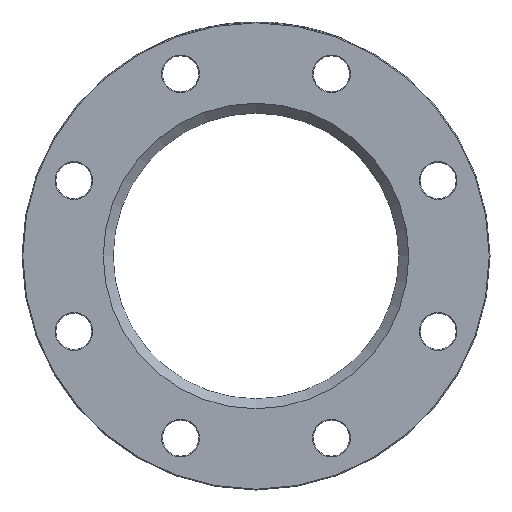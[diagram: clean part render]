
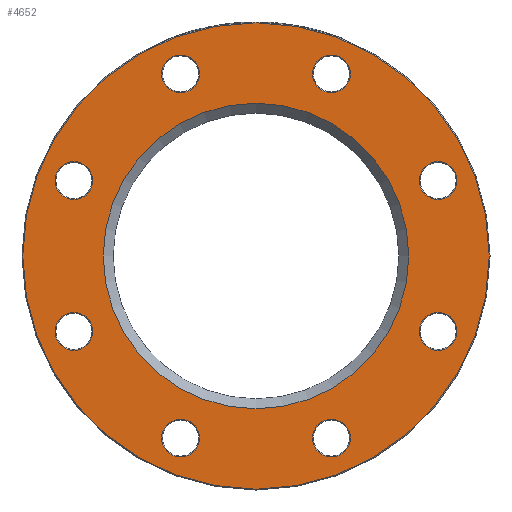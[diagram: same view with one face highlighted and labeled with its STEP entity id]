
A CAD part, left-side view. The second image highlights one B-rep face of the part: STEP entity #4652.
In plain terms, the highlighted planar face has unit normal (-1, 0, 0).
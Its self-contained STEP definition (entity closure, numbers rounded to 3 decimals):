
#17 = CARTESIAN_POINT ( 'NONE',  ( 0., -110.866, -45.922 ) ) ;
#36 = AXIS2_PLACEMENT_3D ( 'NONE', #403, #4467, #4899 ) ;
#68 = FACE_BOUND ( 'NONE', #1553, .T. ) ;
#71 = ORIENTED_EDGE ( 'NONE', *, *, #861, .T. ) ;
#75 = ORIENTED_EDGE ( 'NONE', *, *, #1770, .T. ) ;
#134 = AXIS2_PLACEMENT_3D ( 'NONE', #17, #1672, #5105 ) ;
#141 = DIRECTION ( 'NONE',  ( 0., 0., -1. ) ) ;
#168 = CARTESIAN_POINT ( 'NONE',  ( 0., -45.922, -122.366 ) ) ;
#222 = VERTEX_POINT ( 'NONE', #1435 ) ;
#331 = DIRECTION ( 'NONE',  ( 0., 0., -1. ) ) ;
#403 = CARTESIAN_POINT ( 'NONE',  ( 0., 110.866, -45.922 ) ) ;
#458 = AXIS2_PLACEMENT_3D ( 'NONE', #1746, #3424, #4325 ) ;
#488 = AXIS2_PLACEMENT_3D ( 'NONE', #2721, #2353, #3568 ) ;
#527 = DIRECTION ( 'NONE',  ( 1., 0., 0. ) ) ;
#554 = VERTEX_POINT ( 'NONE', #3117 ) ;
#591 = CARTESIAN_POINT ( 'NONE',  ( 0., -45.922, -110.866 ) ) ;
#825 = ORIENTED_EDGE ( 'NONE', *, *, #5372, .T. ) ;
#861 = EDGE_CURVE ( 'NONE', #5290, #5290, #2772, .T. ) ;
#970 = FACE_BOUND ( 'NONE', #1567, .T. ) ;
#998 = FACE_BOUND ( 'NONE', #2312, .T. ) ;
#1059 = ORIENTED_EDGE ( 'NONE', *, *, #4109, .T. ) ;
#1114 = EDGE_CURVE ( 'NONE', #3262, #3262, #4075, .T. ) ;
#1139 = EDGE_LOOP ( 'NONE', ( #5000 ) ) ;
#1201 = DIRECTION ( 'NONE',  ( 0., 0., -1. ) ) ;
#1271 = EDGE_LOOP ( 'NONE', ( #2164 ) ) ;
#1370 = AXIS2_PLACEMENT_3D ( 'NONE', #4419, #2281, #2328 ) ;
#1435 = CARTESIAN_POINT ( 'NONE',  ( 0., 110.866, 34.422 ) ) ;
#1553 = EDGE_LOOP ( 'NONE', ( #1840 ) ) ;
#1567 = EDGE_LOOP ( 'NONE', ( #825 ) ) ;
#1610 = EDGE_LOOP ( 'NONE', ( #1059 ) ) ;
#1651 = DIRECTION ( 'NONE',  ( -1., 0., 0. ) ) ;
#1672 = DIRECTION ( 'NONE',  ( 1., 0., 0. ) ) ;
#1695 = AXIS2_PLACEMENT_3D ( 'NONE', #3211, #3317, #1201 ) ;
#1736 = CARTESIAN_POINT ( 'NONE',  ( 0., 110.866, 45.922 ) ) ;
#1746 = CARTESIAN_POINT ( 'NONE',  ( 0., 87., 0. ) ) ;
#1770 = EDGE_CURVE ( 'NONE', #2907, #2907, #5041, .T. ) ;
#1781 = EDGE_LOOP ( 'NONE', ( #4392 ) ) ;
#1806 = AXIS2_PLACEMENT_3D ( 'NONE', #5205, #3046, #3506 ) ;
#1808 = AXIS2_PLACEMENT_3D ( 'NONE', #2346, #3203, #4861 ) ;
#1840 = ORIENTED_EDGE ( 'NONE', *, *, #2985, .T. ) ;
#1877 = CARTESIAN_POINT ( 'NONE',  ( 0., 0., -142. ) ) ;
#2031 = CARTESIAN_POINT ( 'NONE',  ( 0., 0., 0. ) ) ;
#2038 = CIRCLE ( 'NONE', #1695, 11.5 ) ;
#2078 = CARTESIAN_POINT ( 'NONE',  ( 0., 0., -93. ) ) ;
#2164 = ORIENTED_EDGE ( 'NONE', *, *, #3676, .T. ) ;
#2193 = FACE_BOUND ( 'NONE', #2539, .T. ) ;
#2225 = AXIS2_PLACEMENT_3D ( 'NONE', #591, #4787, #4451 ) ;
#2246 = FACE_BOUND ( 'NONE', #3259, .T. ) ;
#2281 = DIRECTION ( 'NONE',  ( 1., 0., 0. ) ) ;
#2312 = EDGE_LOOP ( 'NONE', ( #71 ) ) ;
#2328 = DIRECTION ( 'NONE',  ( 0., 0., -1. ) ) ;
#2346 = CARTESIAN_POINT ( 'NONE',  ( 0., 0., 0. ) ) ;
#2353 = DIRECTION ( 'NONE',  ( 1., 0., 0. ) ) ;
#2488 = ORIENTED_EDGE ( 'NONE', *, *, #2797, .T. ) ;
#2539 = EDGE_LOOP ( 'NONE', ( #2996 ) ) ;
#2569 = FACE_BOUND ( 'NONE', #1139, .T. ) ;
#2643 = VERTEX_POINT ( 'NONE', #168 ) ;
#2721 = CARTESIAN_POINT ( 'NONE',  ( 0., 45.922, -110.866 ) ) ;
#2772 = CIRCLE ( 'NONE', #134, 11.5 ) ;
#2797 = EDGE_CURVE ( 'NONE', #4005, #4005, #3886, .T. ) ;
#2837 = AXIS2_PLACEMENT_3D ( 'NONE', #1736, #527, #141 ) ;
#2907 = VERTEX_POINT ( 'NONE', #2078 ) ;
#2985 = EDGE_CURVE ( 'NONE', #222, #222, #5207, .T. ) ;
#2996 = ORIENTED_EDGE ( 'NONE', *, *, #4746, .T. ) ;
#3045 = FACE_BOUND ( 'NONE', #1610, .T. ) ;
#3046 = DIRECTION ( 'NONE',  ( 1., 0., 0. ) ) ;
#3070 = PLANE ( 'NONE',  #458 ) ;
#3117 = CARTESIAN_POINT ( 'NONE',  ( 0., -45.922, 99.366 ) ) ;
#3188 = CIRCLE ( 'NONE', #2225, 11.5 ) ;
#3203 = DIRECTION ( 'NONE',  ( 1., 0., 0. ) ) ;
#3207 = CIRCLE ( 'NONE', #488, 11.5 ) ;
#3211 = CARTESIAN_POINT ( 'NONE',  ( 0., 45.922, 110.866 ) ) ;
#3259 = EDGE_LOOP ( 'NONE', ( #75 ) ) ;
#3262 = VERTEX_POINT ( 'NONE', #4924 ) ;
#3317 = DIRECTION ( 'NONE',  ( 1., 0., 0. ) ) ;
#3342 = EDGE_CURVE ( 'NONE', #5169, #5169, #3207, .T. ) ;
#3424 = DIRECTION ( 'NONE',  ( 1., 0., 0. ) ) ;
#3470 = CIRCLE ( 'NONE', #36, 11.5 ) ;
#3495 = CARTESIAN_POINT ( 'NONE',  ( 0., 45.922, -122.366 ) ) ;
#3505 = FACE_BOUND ( 'NONE', #1271, .T. ) ;
#3506 = DIRECTION ( 'NONE',  ( 0., 0., -1. ) ) ;
#3568 = DIRECTION ( 'NONE',  ( 0., 0., -1. ) ) ;
#3575 = VERTEX_POINT ( 'NONE', #4314 ) ;
#3676 = EDGE_CURVE ( 'NONE', #554, #554, #4164, .T. ) ;
#3886 = CIRCLE ( 'NONE', #4920, 142. ) ;
#3902 = VERTEX_POINT ( 'NONE', #4346 ) ;
#4005 = VERTEX_POINT ( 'NONE', #1877 ) ;
#4075 = CIRCLE ( 'NONE', #1370, 11.5 ) ;
#4109 = EDGE_CURVE ( 'NONE', #3902, #3902, #3470, .T. ) ;
#4164 = CIRCLE ( 'NONE', #1806, 11.5 ) ;
#4314 = CARTESIAN_POINT ( 'NONE',  ( 0., 45.922, 99.366 ) ) ;
#4325 = DIRECTION ( 'NONE',  ( 0., 0., -1. ) ) ;
#4346 = CARTESIAN_POINT ( 'NONE',  ( 0., 110.866, -57.422 ) ) ;
#4392 = ORIENTED_EDGE ( 'NONE', *, *, #1114, .T. ) ;
#4419 = CARTESIAN_POINT ( 'NONE',  ( 0., -110.866, 45.922 ) ) ;
#4451 = DIRECTION ( 'NONE',  ( 0., 0., -1. ) ) ;
#4461 = CARTESIAN_POINT ( 'NONE',  ( 0., -110.866, -57.422 ) ) ;
#4467 = DIRECTION ( 'NONE',  ( 1., 0., 0. ) ) ;
#4648 = FACE_OUTER_BOUND ( 'NONE', #5201, .T. ) ;
#4652 = ADVANCED_FACE ( 'NONE', ( #2246, #4648, #970, #3505, #4676, #998, #2193, #2569, #3045, #68 ), #3070, .F. ) ;
#4676 = FACE_BOUND ( 'NONE', #1781, .T. ) ;
#4746 = EDGE_CURVE ( 'NONE', #2643, #2643, #3188, .T. ) ;
#4787 = DIRECTION ( 'NONE',  ( 1., 0., 0. ) ) ;
#4861 = DIRECTION ( 'NONE',  ( 0., 0., -1. ) ) ;
#4899 = DIRECTION ( 'NONE',  ( 0., 0., -1. ) ) ;
#4920 = AXIS2_PLACEMENT_3D ( 'NONE', #2031, #1651, #331 ) ;
#4924 = CARTESIAN_POINT ( 'NONE',  ( 0., -110.866, 34.422 ) ) ;
#5000 = ORIENTED_EDGE ( 'NONE', *, *, #3342, .T. ) ;
#5041 = CIRCLE ( 'NONE', #1808, 93. ) ;
#5105 = DIRECTION ( 'NONE',  ( 0., 0., -1. ) ) ;
#5169 = VERTEX_POINT ( 'NONE', #3495 ) ;
#5201 = EDGE_LOOP ( 'NONE', ( #2488 ) ) ;
#5205 = CARTESIAN_POINT ( 'NONE',  ( 0., -45.922, 110.866 ) ) ;
#5207 = CIRCLE ( 'NONE', #2837, 11.5 ) ;
#5290 = VERTEX_POINT ( 'NONE', #4461 ) ;
#5372 = EDGE_CURVE ( 'NONE', #3575, #3575, #2038, .T. ) ;
